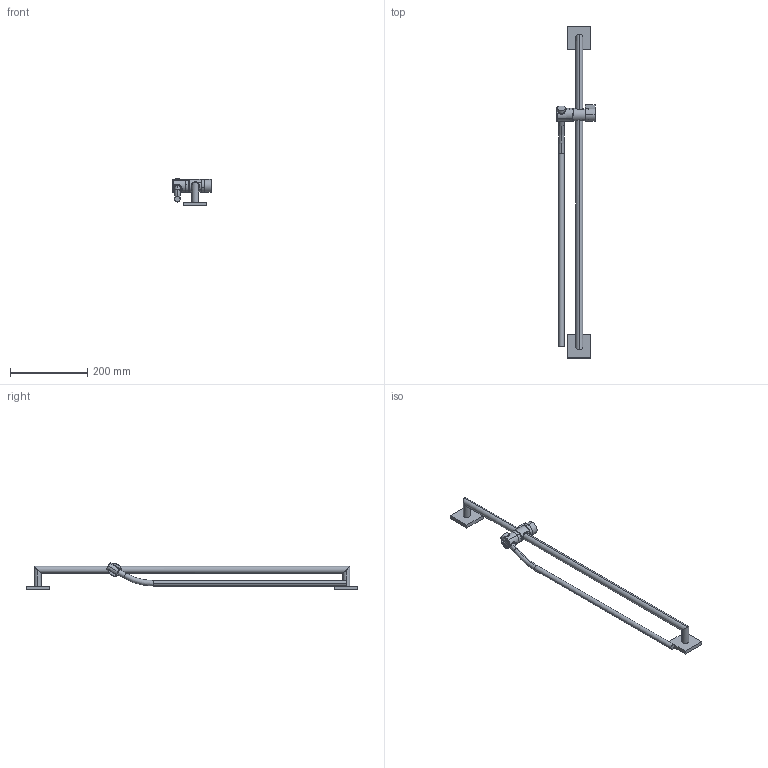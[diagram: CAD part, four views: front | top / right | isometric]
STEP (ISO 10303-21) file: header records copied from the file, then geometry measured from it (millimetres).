
FILE_DESCRIPTION (( 'STEP AP214' ), '1' );
FILE_NAME ('26413980.STEP', '2020-02-10T12:59:29', ( '' ), ( '' ), 'SwSTEP 2.0', 'SolidWorks 2017', '' );
FILE_SCHEMA (( 'AUTOMOTIVE_DESIGN' ));
Length unit declared in the file: millimetre
Products named in the file (13): 26413980; Planungsmodell_Mutter-+-09.24.04.282.90-01_K1_D23 x 30; Planungsmodell_Schlauch-+-09.30.02.115-2_K2; Planungsmodell_Halter-+-05.28.22.590.01.90-01; Planungsmodell_Halter-+-08.17.98.507.90-01_K2; Planungsmodell_Schieber-+-05.30.12.500.02-01_-; Planungsmodell_Rohr_gerade-+-28.568.780-10_ _K123_32x9,75; Planungsmodell_Gabel-+-08.17.20.691.90-01_K2; Planungsmodell_Schraube-+-05.30.12.500.02-02_-; Planungsmodell_Huelse-+-09.12.12.212-1; Planungsmodell_Huelse-+-08.18.40.515.90-01; Planungsmodell_Einsatz-+-08.18.40.514.90-01; Planungsmodell_Schieber-+-05.30.12.500.03-1
Assembly tree (14 placements, depth 3):
  26413980
    Planungsmodell_Mutter-+-09.24.04.282.90-01_K1_D23 x 30
    Planungsmodell_Schlauch-+-09.30.02.115-2_K2
    Planungsmodell_Halter-+-05.28.22.590.01.90-01
    Planungsmodell_Halter-+-08.17.98.507.90-01_K2  x2
    Planungsmodell_Schieber-+-05.30.12.500.03-1
      Planungsmodell_Schieber-+-05.30.12.500.02-01_-
      Planungsmodell_Rohr_gerade-+-28.568.780-10_ _K123_32x9,75  x2
      Planungsmodell_Gabel-+-08.17.20.691.90-01_K2
      Planungsmodell_Schraube-+-05.30.12.500.02-02_-
      Planungsmodell_Huelse-+-09.12.12.212-1
      Planungsmodell_Huelse-+-08.18.40.515.90-01
      Planungsmodell_Einsatz-+-08.18.40.514.90-01
Bounding box: 99.15 x 860 x 71.15 mm (x, y, z)
Volume: 475049.5 mm3; surface area: 131005.8 mm2
Topology: 13 solids, 13 shells, 211 faces, 464 edges, 267 vertices
Faces by surface type: cylinder 79, plane 68, torus 25, sphere 24, bspline 8, cone 7
Entity records: 7780 total; most frequent: CARTESIAN_POINT 2943, DIRECTION 981, ORIENTED_EDGE 848, EDGE_CURVE 424, AXIS2_PLACEMENT_3D 410, VERTEX_POINT 251, CIRCLE 202, EDGE_LOOP 201
